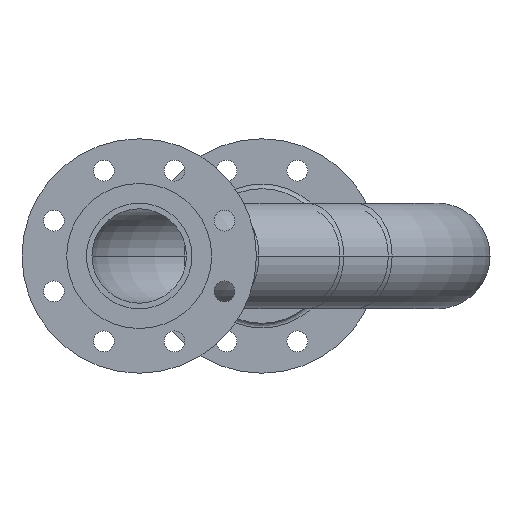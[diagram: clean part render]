
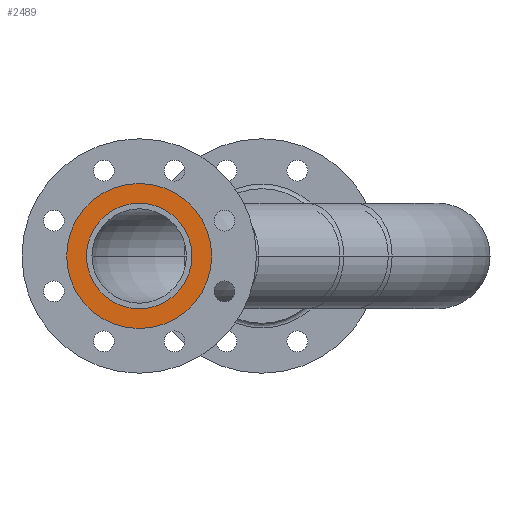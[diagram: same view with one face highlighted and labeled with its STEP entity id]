
A CAD part, left-side view. The second image highlights one B-rep face of the part: STEP entity #2489.
In plain terms, the highlighted face is planar.
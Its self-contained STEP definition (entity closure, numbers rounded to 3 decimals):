
#10 = AXIS2_PLACEMENT_3D ( 'NONE', #1691, #772, #605 ) ;
#60 = ORIENTED_EDGE ( 'NONE', *, *, #1891, .T. ) ;
#107 = CARTESIAN_POINT ( 'NONE',  ( 0., 0., 30. ) ) ;
#116 = VERTEX_POINT ( 'NONE', #1272 ) ;
#118 = CIRCLE ( 'NONE', #1851, 78.6 ) ;
#152 = CARTESIAN_POINT ( 'NONE',  ( 0., 0., 30. ) ) ;
#315 = DIRECTION ( 'NONE',  ( 0., 0., 1. ) ) ;
#400 = DIRECTION ( 'NONE',  ( 0., 0., 1. ) ) ;
#420 = CARTESIAN_POINT ( 'NONE',  ( 57.15, 0., 30. ) ) ;
#474 = CIRCLE ( 'NONE', #1566, 57.15 ) ;
#548 = EDGE_LOOP ( 'NONE', ( #1320, #60 ) ) ;
#583 = AXIS2_PLACEMENT_3D ( 'NONE', #107, #315, #687 ) ;
#605 = DIRECTION ( 'NONE',  ( 1., 0., 0. ) ) ;
#618 = FACE_OUTER_BOUND ( 'NONE', #548, .T. ) ;
#687 = DIRECTION ( 'NONE',  ( 1., 0., 0. ) ) ;
#772 = DIRECTION ( 'NONE',  ( 0., 0., 1. ) ) ;
#781 = EDGE_CURVE ( 'NONE', #1271, #1027, #2637, .T. ) ;
#810 = CARTESIAN_POINT ( 'NONE',  ( 0., 0., 30. ) ) ;
#968 = ORIENTED_EDGE ( 'NONE', *, *, #781, .F. ) ;
#1005 = DIRECTION ( 'NONE',  ( 1., 0., 0. ) ) ;
#1027 = VERTEX_POINT ( 'NONE', #420 ) ;
#1038 = DIRECTION ( 'NONE',  ( 1., 0., 0. ) ) ;
#1053 = DIRECTION ( 'NONE',  ( 1., 0., 0. ) ) ;
#1253 = PLANE ( 'NONE',  #2615 ) ;
#1271 = VERTEX_POINT ( 'NONE', #1848 ) ;
#1272 = CARTESIAN_POINT ( 'NONE',  ( -78.6, 0., 30. ) ) ;
#1320 = ORIENTED_EDGE ( 'NONE', *, *, #1430, .T. ) ;
#1336 = CIRCLE ( 'NONE', #10, 78.6 ) ;
#1430 = EDGE_CURVE ( 'NONE', #2658, #116, #1336, .T. ) ;
#1533 = EDGE_LOOP ( 'NONE', ( #1640, #968 ) ) ;
#1538 = CARTESIAN_POINT ( 'NONE',  ( 78.6, 0., 30. ) ) ;
#1566 = AXIS2_PLACEMENT_3D ( 'NONE', #1695, #400, #1005 ) ;
#1640 = ORIENTED_EDGE ( 'NONE', *, *, #2527, .F. ) ;
#1691 = CARTESIAN_POINT ( 'NONE',  ( 0., 0., 30. ) ) ;
#1695 = CARTESIAN_POINT ( 'NONE',  ( 0., 0., 30. ) ) ;
#1848 = CARTESIAN_POINT ( 'NONE',  ( -57.15, 0., 30. ) ) ;
#1851 = AXIS2_PLACEMENT_3D ( 'NONE', #810, #2347, #1053 ) ;
#1891 = EDGE_CURVE ( 'NONE', #116, #2658, #118, .T. ) ;
#1919 = FACE_BOUND ( 'NONE', #1533, .T. ) ;
#2347 = DIRECTION ( 'NONE',  ( 0., 0., 1. ) ) ;
#2371 = DIRECTION ( 'NONE',  ( 0., 0., 1. ) ) ;
#2489 = ADVANCED_FACE ( 'NONE', ( #1919, #618 ), #1253, .T. ) ;
#2527 = EDGE_CURVE ( 'NONE', #1027, #1271, #474, .T. ) ;
#2615 = AXIS2_PLACEMENT_3D ( 'NONE', #152, #2371, #1038 ) ;
#2637 = CIRCLE ( 'NONE', #583, 57.15 ) ;
#2658 = VERTEX_POINT ( 'NONE', #1538 ) ;
